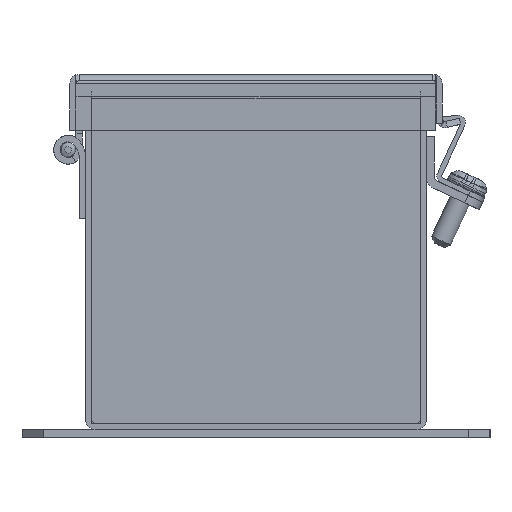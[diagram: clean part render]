
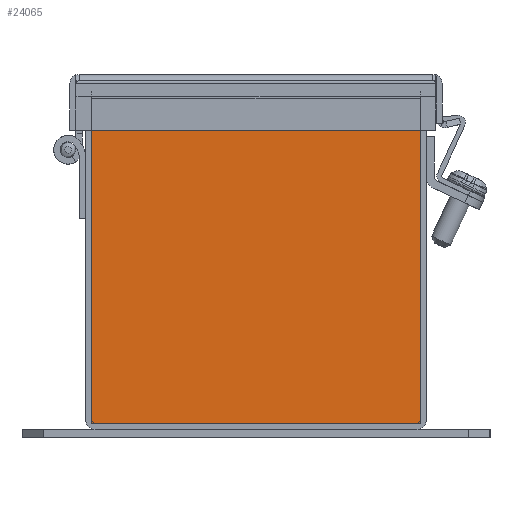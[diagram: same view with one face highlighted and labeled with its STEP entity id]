
A CAD part, left-side view. The second image highlights one B-rep face of the part: STEP entity #24065.
In plain terms, the highlighted planar face has unit normal (-1, 0, 0).
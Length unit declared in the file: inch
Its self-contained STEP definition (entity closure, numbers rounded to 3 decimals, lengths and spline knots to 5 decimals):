
#10 = CARTESIAN_POINT ( 'NONE',  ( -30., 1.928, 3.892 ) ) ;
#1958 = EDGE_CURVE ( 'NONE', #22431, #29187, #23325, .T. ) ;
#2519 = VECTOR ( 'NONE', #25824, 39.37008 ) ;
#4567 = PLANE ( 'NONE',  #8563 ) ;
#7080 = FACE_OUTER_BOUND ( 'NONE', #14384, .T. ) ;
#8224 = LINE ( 'NONE', #11222, #12978 ) ;
#8379 = ORIENTED_EDGE ( 'NONE', *, *, #1958, .F. ) ;
#8563 = AXIS2_PLACEMENT_3D ( 'NONE', #12574, #10059, #22997 ) ;
#8797 = EDGE_CURVE ( 'NONE', #29187, #16386, #10091, .T. ) ;
#8995 = CARTESIAN_POINT ( 'NONE',  ( -30., -1.928, 0.072 ) ) ;
#9624 = DIRECTION ( 'NONE',  ( 0., -1., 0. ) ) ;
#10059 = DIRECTION ( 'NONE',  ( 1., 0., 0. ) ) ;
#10091 = LINE ( 'NONE', #25536, #19440 ) ;
#10722 = CARTESIAN_POINT ( 'NONE',  ( -30., 1.928, 0.072 ) ) ;
#11222 = CARTESIAN_POINT ( 'NONE',  ( -30., 1.928, 0.072 ) ) ;
#11779 = LINE ( 'NONE', #32114, #16973 ) ;
#12574 = CARTESIAN_POINT ( 'NONE',  ( -30., 1.928, 0.072 ) ) ;
#12978 = VECTOR ( 'NONE', #26673, 39.37008 ) ;
#13844 = ORIENTED_EDGE ( 'NONE', *, *, #14483, .F. ) ;
#14384 = EDGE_LOOP ( 'NONE', ( #27238, #8379, #13844, #14894 ) ) ;
#14483 = EDGE_CURVE ( 'NONE', #32602, #22431, #8224, .T. ) ;
#14894 = ORIENTED_EDGE ( 'NONE', *, *, #30886, .F. ) ;
#16386 = VERTEX_POINT ( 'NONE', #17350 ) ;
#16973 = VECTOR ( 'NONE', #22026, 39.37008 ) ;
#17350 = CARTESIAN_POINT ( 'NONE',  ( -30., -1.928, 3.892 ) ) ;
#19440 = VECTOR ( 'NONE', #9624, 39.37008 ) ;
#22026 = DIRECTION ( 'NONE',  ( 0., 0., -1. ) ) ;
#22431 = VERTEX_POINT ( 'NONE', #28141 ) ;
#22997 = DIRECTION ( 'NONE',  ( 0., 0., 1. ) ) ;
#23325 = LINE ( 'NONE', #10722, #2519 ) ;
#24065 = ADVANCED_FACE ( 'NONE', ( #7080 ), #4567, .F. ) ;
#25536 = CARTESIAN_POINT ( 'NONE',  ( -30., 1.928, 3.892 ) ) ;
#25824 = DIRECTION ( 'NONE',  ( 0., 0., 1. ) ) ;
#26673 = DIRECTION ( 'NONE',  ( 0., 1., 0. ) ) ;
#27238 = ORIENTED_EDGE ( 'NONE', *, *, #8797, .F. ) ;
#28141 = CARTESIAN_POINT ( 'NONE',  ( -30., 1.928, 0.072 ) ) ;
#29187 = VERTEX_POINT ( 'NONE', #10 ) ;
#30886 = EDGE_CURVE ( 'NONE', #16386, #32602, #11779, .T. ) ;
#32114 = CARTESIAN_POINT ( 'NONE',  ( -30., -1.928, 0.072 ) ) ;
#32602 = VERTEX_POINT ( 'NONE', #8995 ) ;
